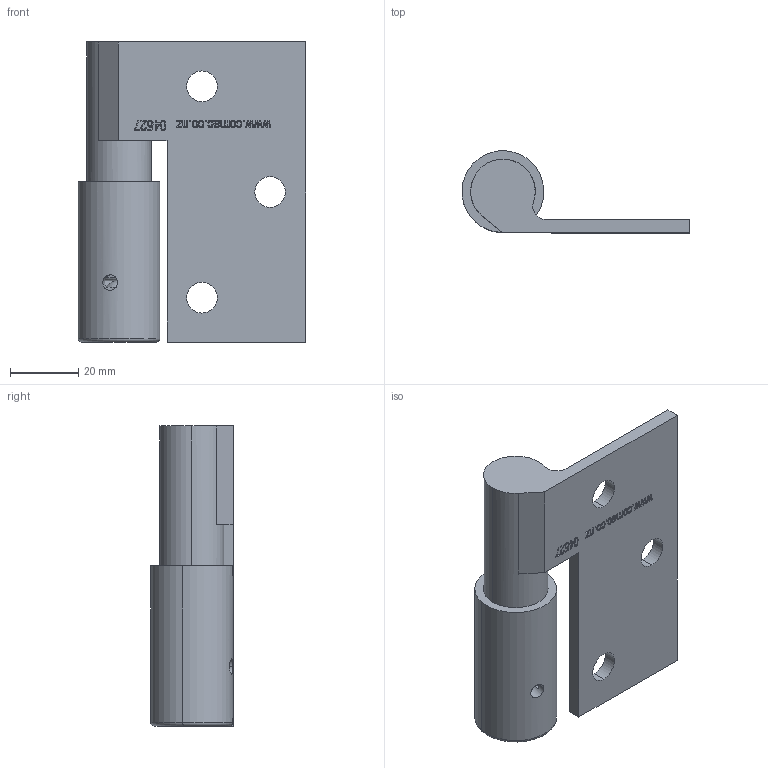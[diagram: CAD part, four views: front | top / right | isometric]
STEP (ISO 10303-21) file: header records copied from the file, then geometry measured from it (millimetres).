
FILE_DESCRIPTION (( 'STEP AP214' ), '1' );
FILE_NAME ('04527-Gate Hinge Zinc Plated Right Hand Heavy Duty Single Flap 90mm.STEP', '2018-11-05T00:56:59', ( '' ), ( '' ), 'SwSTEP 2.0', 'SolidWorks 2018', '' );
FILE_SCHEMA (( 'AUTOMOTIVE_DESIGN' ));
Length unit declared in the file: inch
Products named in the file (3): 4527 - Male Portion; 4527 - Female Portion; 04527-Gate Hinge Zinc Plated Right Hand Heavy Duty Single Flap 90mm
Assembly tree (2 placements, depth 2):
  04527-Gate Hinge Zinc Plated Right Hand Heavy Duty Single Flap 90mm
    4527 - Female Portion
    4527 - Male Portion
Bounding box: 66.84 x 24.14 x 88 mm (x, y, z)
Volume: 47087 mm3; surface area: 19526.9 mm2
Topology: 2 solids, 2 shells, 291 faces, 780 edges, 519 vertices
Faces by surface type: plane 175, bspline 94, cylinder 16, torus 4, sphere 2
Entity records: 14647 total; most frequent: CARTESIAN_POINT 7836, ORIENTED_EDGE 1560, DIRECTION 1035, EDGE_CURVE 780, LINE 543, VECTOR 543, VERTEX_POINT 519, EDGE_LOOP 325
